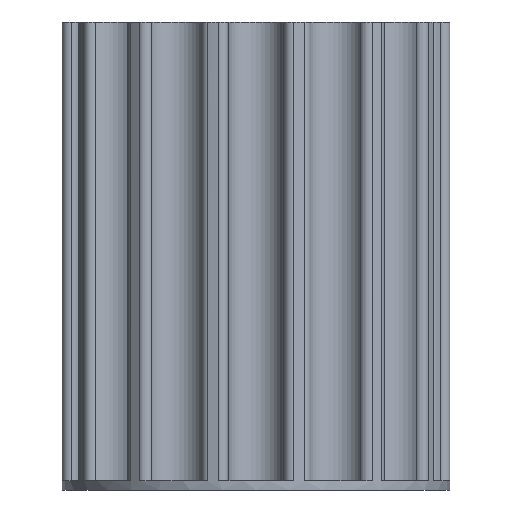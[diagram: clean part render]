
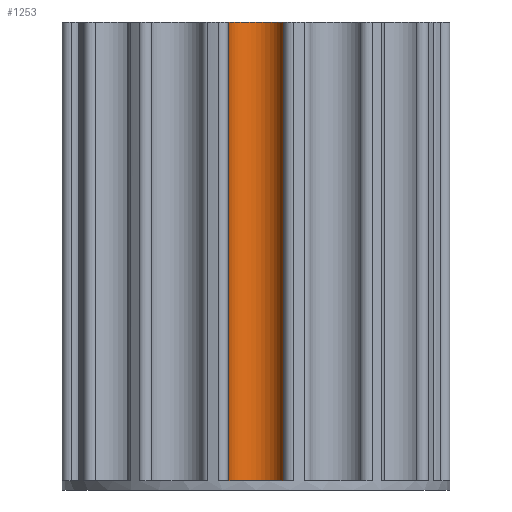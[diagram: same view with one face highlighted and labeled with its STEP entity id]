
A CAD part, front view. The second image highlights one B-rep face of the part: STEP entity #1253.
In plain terms, the highlighted cylindrical face has radius 1.525 mm (diameter 3.05 mm), a partial arc.
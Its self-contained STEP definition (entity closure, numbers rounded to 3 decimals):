
#46=CYLINDRICAL_SURFACE('',#1462,1.525);
#138=FACE_OUTER_BOUND('',#209,.T.);
#209=EDGE_LOOP('',(#1059,#1060,#1061,#1062));
#269=LINE('',#2288,#338);
#270=LINE('',#2290,#339);
#338=VECTOR('',#1867,10.);
#339=VECTOR('',#1870,10.);
#426=CIRCLE('',#1363,1.525);
#469=CIRCLE('',#1419,1.525);
#545=VERTEX_POINT('',#2075);
#548=VERTEX_POINT('',#2080);
#599=VERTEX_POINT('',#2197);
#600=VERTEX_POINT('',#2199);
#680=EDGE_CURVE('',#548,#545,#426,.T.);
#737=EDGE_CURVE('',#599,#600,#469,.T.);
#785=EDGE_CURVE('',#548,#600,#269,.T.);
#786=EDGE_CURVE('',#545,#599,#270,.T.);
#1059=ORIENTED_EDGE('',*,*,#680,.F.);
#1060=ORIENTED_EDGE('',*,*,#785,.T.);
#1061=ORIENTED_EDGE('',*,*,#737,.F.);
#1062=ORIENTED_EDGE('',*,*,#786,.F.);
#1253=ADVANCED_FACE('',(#138),#46,.F.);
#1363=AXIS2_PLACEMENT_3D('',#2082,#1636,#1637);
#1419=AXIS2_PLACEMENT_3D('',#2200,#1758,#1759);
#1462=AXIS2_PLACEMENT_3D('',#2292,#1872,#1873);
#1636=DIRECTION('center_axis',(0.,0.,1.));
#1637=DIRECTION('ref_axis',(0.999,0.043,0.));
#1758=DIRECTION('center_axis',(0.,0.,-1.));
#1759=DIRECTION('ref_axis',(0.999,0.043,0.));
#1867=DIRECTION('',(0.,0.,1.));
#1870=DIRECTION('',(0.,0.,1.));
#1872=DIRECTION('center_axis',(0.,0.,1.));
#1873=DIRECTION('ref_axis',(0.999,0.043,0.));
#2075=CARTESIAN_POINT('',(-1.524,-9.968,0.));
#2080=CARTESIAN_POINT('',(1.524,-9.968,0.));
#2082=CARTESIAN_POINT('Origin',(0.,-10.034,
0.));
#2197=CARTESIAN_POINT('',(-1.524,-9.968,25.));
#2199=CARTESIAN_POINT('',(1.524,-9.968,25.));
#2200=CARTESIAN_POINT('Origin',(0.,-10.034,
25.));
#2288=CARTESIAN_POINT('',(1.524,-9.968,0.));
#2290=CARTESIAN_POINT('',(-1.524,-9.968,20.));
#2292=CARTESIAN_POINT('Origin',(0.,-10.034,
0.));
